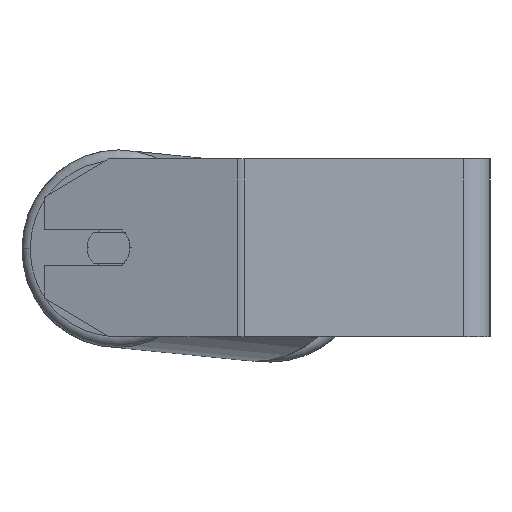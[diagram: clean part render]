
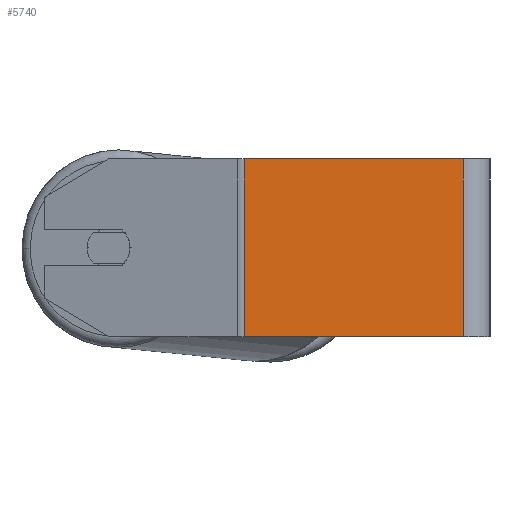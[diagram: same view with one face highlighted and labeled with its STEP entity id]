
A CAD part, left-side view. The second image highlights one B-rep face of the part: STEP entity #5740.
In plain terms, the highlighted planar face has unit normal (-1, 0, 0).
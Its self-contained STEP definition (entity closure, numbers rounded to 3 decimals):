
#7 = ORIENTED_EDGE ( 'NONE', *, *, #5510, .T. ) ;
#63 = EDGE_CURVE ( 'NONE', #8108, #3827, #1729, .T. ) ;
#603 = CARTESIAN_POINT ( 'NONE',  ( -430., 110.699, 40. ) ) ;
#1015 = DIRECTION ( 'NONE',  ( 0., -1., 0. ) ) ;
#1088 = LINE ( 'NONE', #5830, #6318 ) ;
#1364 = ORIENTED_EDGE ( 'NONE', *, *, #63, .F. ) ;
#1401 = LINE ( 'NONE', #603, #6288 ) ;
#1729 = LINE ( 'NONE', #1767, #5810 ) ;
#1767 = CARTESIAN_POINT ( 'NONE',  ( -430., 112.279, 40. ) ) ;
#2304 = CARTESIAN_POINT ( 'NONE',  ( -430., 110.699, 40. ) ) ;
#2478 = DIRECTION ( 'NONE',  ( 0., 0., -1. ) ) ;
#3064 = ORIENTED_EDGE ( 'NONE', *, *, #7147, .F. ) ;
#3418 = VERTEX_POINT ( 'NONE', #7341 ) ;
#3577 = ORIENTED_EDGE ( 'NONE', *, *, #4008, .T. ) ;
#3732 = EDGE_LOOP ( 'NONE', ( #7, #3064, #1364, #3577 ) ) ;
#3827 = VERTEX_POINT ( 'NONE', #8213 ) ;
#4008 = EDGE_CURVE ( 'NONE', #8108, #3418, #1401, .T. ) ;
#4037 = FACE_OUTER_BOUND ( 'NONE', #3732, .T. ) ;
#4782 = AXIS2_PLACEMENT_3D ( 'NONE', #8041, #5918, #8735 ) ;
#5445 = DIRECTION ( 'NONE',  ( 0., 0., -1. ) ) ;
#5468 = VECTOR ( 'NONE', #6910, 1000. ) ;
#5510 = EDGE_CURVE ( 'NONE', #3418, #8520, #7487, .T. ) ;
#5563 = CARTESIAN_POINT ( 'NONE',  ( -430., 112.279, -40. ) ) ;
#5740 = ADVANCED_FACE ( 'NONE', ( #4037 ), #6696, .F. ) ;
#5810 = VECTOR ( 'NONE', #1015, 1000. ) ;
#5830 = CARTESIAN_POINT ( 'NONE',  ( -430., 12., 40. ) ) ;
#5918 = DIRECTION ( 'NONE',  ( 1., 0., 0. ) ) ;
#6288 = VECTOR ( 'NONE', #5445, 1000. ) ;
#6318 = VECTOR ( 'NONE', #2478, 1000. ) ;
#6696 = PLANE ( 'NONE',  #4782 ) ;
#6910 = DIRECTION ( 'NONE',  ( 0., -1., 0. ) ) ;
#6993 = CARTESIAN_POINT ( 'NONE',  ( -430., 12., -40. ) ) ;
#7147 = EDGE_CURVE ( 'NONE', #3827, #8520, #1088, .T. ) ;
#7341 = CARTESIAN_POINT ( 'NONE',  ( -430., 110.699, -40. ) ) ;
#7487 = LINE ( 'NONE', #5563, #5468 ) ;
#8041 = CARTESIAN_POINT ( 'NONE',  ( -430., 112.279, 40. ) ) ;
#8108 = VERTEX_POINT ( 'NONE', #2304 ) ;
#8213 = CARTESIAN_POINT ( 'NONE',  ( -430., 12., 40. ) ) ;
#8520 = VERTEX_POINT ( 'NONE', #6993 ) ;
#8735 = DIRECTION ( 'NONE',  ( 0., 0., -1. ) ) ;
